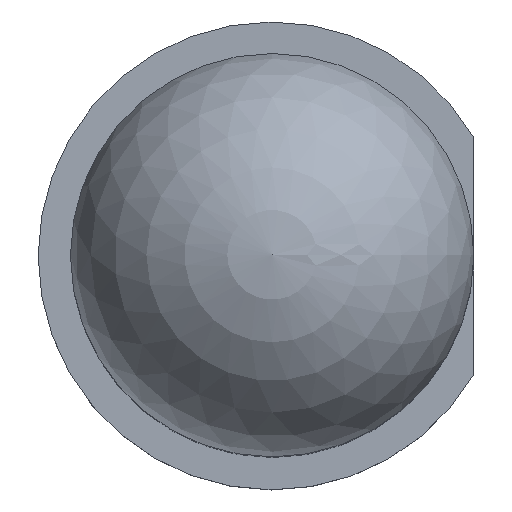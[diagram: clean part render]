
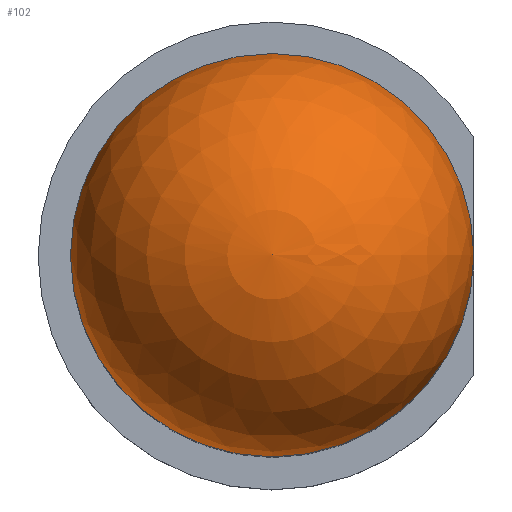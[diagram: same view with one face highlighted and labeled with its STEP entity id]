
A CAD part, top view. The second image highlights one B-rep face of the part: STEP entity #102.
In plain terms, the highlighted spherical face has radius 2.5 mm.
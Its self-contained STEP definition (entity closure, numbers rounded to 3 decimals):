
#102 = ADVANCED_FACE( '', ( #214, #215 ), #216, .T. );
#214 = FACE_BOUND( '', #329, .T. );
#215 = FACE_OUTER_BOUND( '', #330, .T. );
#216 = SPHERICAL_SURFACE( '', #331, 2.5 );
#329 = VERTEX_LOOP( '', #552 );
#330 = EDGE_LOOP( '', ( #553 ) );
#331 = AXIS2_PLACEMENT_3D( '', #554, #555, #556 );
#552 = VERTEX_POINT( '', #759 );
#553 = ORIENTED_EDGE( '', *, *, #715, .F. );
#554 = CARTESIAN_POINT( '', ( 0., 0., 6.1 ) );
#555 = DIRECTION( '', ( 0., 0., 1. ) );
#556 = DIRECTION( '', ( 1., 0., 0. ) );
#715 = EDGE_CURVE( '', #863, #863, #864, .T. );
#759 = CARTESIAN_POINT( '', ( 0., 0., 8.6 ) );
#863 = VERTEX_POINT( '', #1065 );
#864 = CIRCLE( '', #1066, 2.5 );
#1065 = CARTESIAN_POINT( '', ( -2.5, 0., 6.1 ) );
#1066 = AXIS2_PLACEMENT_3D( '', #1252, #1253, #1254 );
#1252 = CARTESIAN_POINT( '', ( 0., 0., 6.1 ) );
#1253 = DIRECTION( '', ( 0., 0., -1. ) );
#1254 = DIRECTION( '', ( -1., 0., 0. ) );
